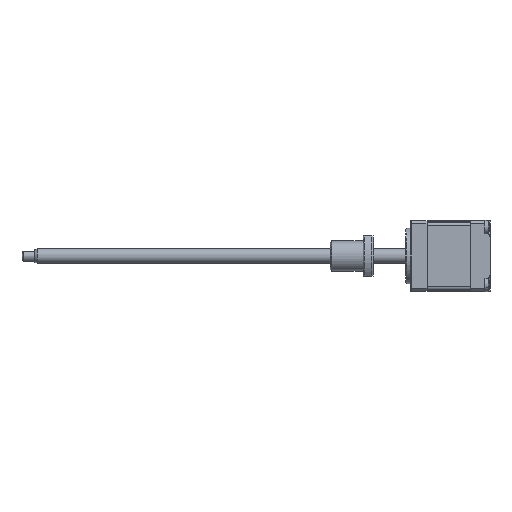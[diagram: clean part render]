
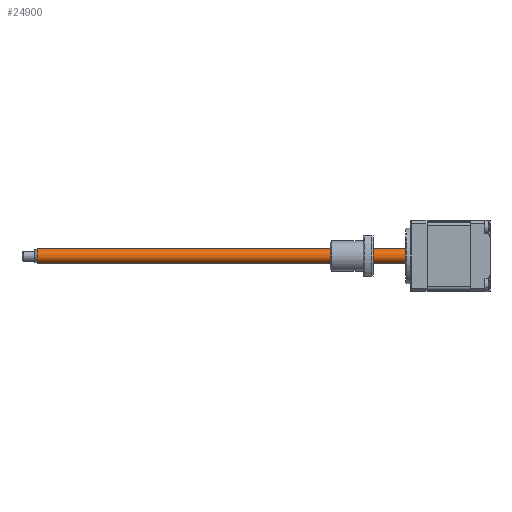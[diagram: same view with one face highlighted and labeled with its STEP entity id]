
A CAD part, left-side view. The second image highlights one B-rep face of the part: STEP entity #24900.
In plain terms, the highlighted cylindrical face has radius 3 mm (diameter 6 mm), a partial arc.
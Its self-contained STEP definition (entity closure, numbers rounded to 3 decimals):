
#988 = DIRECTION ( 'NONE',  ( -0.417, 0., 0.909 ) ) ;
#1034 = CARTESIAN_POINT ( 'NONE',  ( -2.455, 163.276, 33.6 ) ) ;
#1868 = ORIENTED_EDGE ( 'NONE', *, *, #13543, .T. ) ;
#6092 = ORIENTED_EDGE ( 'NONE', *, *, #47656, .F. ) ;
#8204 = CARTESIAN_POINT ( 'NONE',  ( -3.706, 163.276, 36.327 ) ) ;
#10851 = EDGE_LOOP ( 'NONE', ( #41971, #1868, #31744, #6092 ) ) ;
#11796 = VECTOR ( 'NONE', #21430, 1000. ) ;
#12080 = DIRECTION ( 'NONE',  ( 0.417, 0., -0.909 ) ) ;
#13533 = CIRCLE ( 'NONE', #36960, 3. ) ;
#13543 = EDGE_CURVE ( 'NONE', #33545, #27810, #36739, .T. ) ;
#16027 = LINE ( 'NONE', #17506, #11796 ) ;
#17506 = CARTESIAN_POINT ( 'NONE',  ( -3.706, 164.276, 36.327 ) ) ;
#18575 = FACE_OUTER_BOUND ( 'NONE', #10851, .T. ) ;
#19908 = DIRECTION ( 'NONE',  ( 0., -1., 0. ) ) ;
#21430 = DIRECTION ( 'NONE',  ( 0., -1., 0. ) ) ;
#22528 = EDGE_CURVE ( 'NONE', #39768, #33545, #47823, .T. ) ;
#24107 = DIRECTION ( 'NONE',  ( -0.417, 0., 0.909 ) ) ;
#24900 = ADVANCED_FACE ( 'NONE', ( #18575 ), #33748, .T. ) ;
#27810 = VERTEX_POINT ( 'NONE', #30300 ) ;
#27894 = AXIS2_PLACEMENT_3D ( 'NONE', #50272, #28185, #988 ) ;
#28185 = DIRECTION ( 'NONE',  ( 0., -1., 0. ) ) ;
#28477 = CARTESIAN_POINT ( 'NONE',  ( -1.205, 163.276, 30.873 ) ) ;
#30300 = CARTESIAN_POINT ( 'NONE',  ( -1.205, 14.276, 30.873 ) ) ;
#31034 = CARTESIAN_POINT ( 'NONE',  ( -3.706, 14.276, 36.327 ) ) ;
#31506 = CARTESIAN_POINT ( 'NONE',  ( -1.205, 164.276, 30.873 ) ) ;
#31744 = ORIENTED_EDGE ( 'NONE', *, *, #41659, .F. ) ;
#31770 = DIRECTION ( 'NONE',  ( 0., -1., 0. ) ) ;
#31905 = VECTOR ( 'NONE', #35770, 1000. ) ;
#33545 = VERTEX_POINT ( 'NONE', #28477 ) ;
#33748 = CYLINDRICAL_SURFACE ( 'NONE', #27894, 3. ) ;
#35770 = DIRECTION ( 'NONE',  ( 0., -1., 0. ) ) ;
#36739 = LINE ( 'NONE', #31506, #31905 ) ;
#36960 = AXIS2_PLACEMENT_3D ( 'NONE', #39598, #31770, #24107 ) ;
#39598 = CARTESIAN_POINT ( 'NONE',  ( -2.455, 14.276, 33.6 ) ) ;
#39768 = VERTEX_POINT ( 'NONE', #8204 ) ;
#41659 = EDGE_CURVE ( 'NONE', #42339, #27810, #13533, .T. ) ;
#41971 = ORIENTED_EDGE ( 'NONE', *, *, #22528, .T. ) ;
#42339 = VERTEX_POINT ( 'NONE', #31034 ) ;
#46637 = AXIS2_PLACEMENT_3D ( 'NONE', #1034, #19908, #12080 ) ;
#47656 = EDGE_CURVE ( 'NONE', #39768, #42339, #16027, .T. ) ;
#47823 = CIRCLE ( 'NONE', #46637, 3. ) ;
#50272 = CARTESIAN_POINT ( 'NONE',  ( -2.455, 164.276, 33.6 ) ) ;
